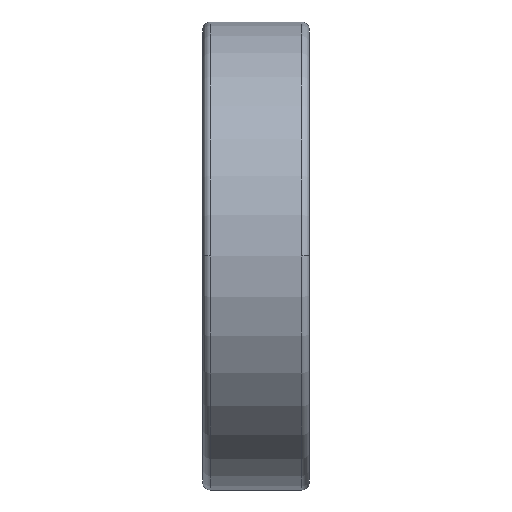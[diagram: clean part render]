
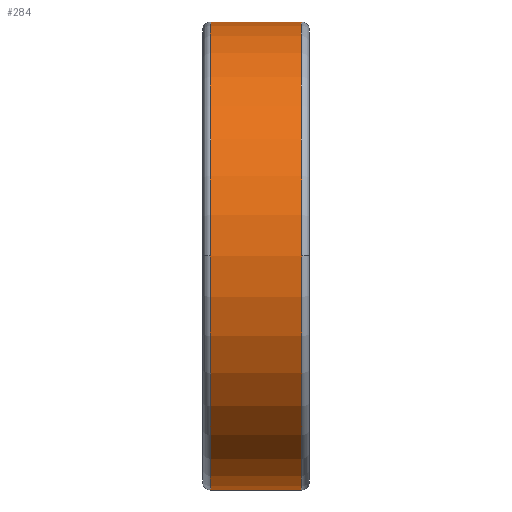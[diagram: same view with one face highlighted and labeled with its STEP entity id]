
A CAD part, front view. The second image highlights one B-rep face of the part: STEP entity #284.
In plain terms, the highlighted cylindrical face has radius 90 mm (diameter 180 mm), a partial arc.
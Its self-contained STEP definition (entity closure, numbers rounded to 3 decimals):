
#284=ADVANCED_FACE('',(#687),#688,.T.);
#687=FACE_OUTER_BOUND('',#1234,.T.);
#688=CYLINDRICAL_SURFACE('',#1235,90.0);
#1234=EDGE_LOOP('',(#1916,#1917,#1918,#1919,#1920,#1921));
#1235=AXIS2_PLACEMENT_3D('',#1922,#1923,#1924);
#1916=ORIENTED_EDGE('',*,*,#3098,.F.);
#1917=ORIENTED_EDGE('',*,*,#3099,.T.);
#1918=ORIENTED_EDGE('',*,*,#3100,.T.);
#1919=ORIENTED_EDGE('',*,*,#3101,.F.);
#1920=ORIENTED_EDGE('',*,*,#3102,.F.);
#1921=ORIENTED_EDGE('',*,*,#3094,.F.);
#1922=CARTESIAN_POINT('',(20.5,0.0,0.0));
#1923=DIRECTION('',(-1.0,0.0,0.0));
#1924=DIRECTION('',(0.0,0.,1.0));
#3094=EDGE_CURVE('',#3677,#3679,#3680,.T.);
#3098=EDGE_CURVE('',#3685,#3677,#3686,.T.);
#3099=EDGE_CURVE('',#3685,#3687,#3688,.T.);
#3100=EDGE_CURVE('',#3687,#3689,#3690,.T.);
#3101=EDGE_CURVE('',#3691,#3689,#3692,.T.);
#3102=EDGE_CURVE('',#3679,#3691,#3693,.T.);
#3677=VERTEX_POINT('',#4469);
#3679=VERTEX_POINT('',#4471);
#3680=CIRCLE('',#4472,90.0);
#3685=VERTEX_POINT('',#4477);
#3686=LINE('',#4478,#4479);
#3687=VERTEX_POINT('',#4480);
#3688=CIRCLE('',#4481,90.0);
#3689=VERTEX_POINT('',#4482);
#3690=CIRCLE('',#4483,90.0);
#3691=VERTEX_POINT('',#4484);
#3692=LINE('',#4485,#4486);
#3693=CIRCLE('',#4487,90.0);
#4469=CARTESIAN_POINT('',(38.0,0.,90.0));
#4471=CARTESIAN_POINT('',(38.0,-90.0,0.));
#4472=AXIS2_PLACEMENT_3D('',#5308,#5309,#5310);
#4477=CARTESIAN_POINT('',(3.0,0.,90.0));
#4478=CARTESIAN_POINT('',(20.5,0.,90.0));
#4479=VECTOR('',#5317,1.0);
#4480=CARTESIAN_POINT('',(3.0,-90.0,0.));
#4481=AXIS2_PLACEMENT_3D('',#5318,#5319,#5320);
#4482=CARTESIAN_POINT('',(3.0,0.,-90.0));
#4483=AXIS2_PLACEMENT_3D('',#5321,#5322,#5323);
#4484=CARTESIAN_POINT('',(38.0,0.,-90.0));
#4485=CARTESIAN_POINT('',(20.5,0.,-90.0));
#4486=VECTOR('',#5324,1.0);
#4487=AXIS2_PLACEMENT_3D('',#5325,#5326,#5327);
#5308=CARTESIAN_POINT('',(38.0,0.0,0.0));
#5309=DIRECTION('',(1.0,0.0,-0.0));
#5310=DIRECTION('',(0.0,0.,1.0));
#5317=DIRECTION('',(1.0,0.0,0.0));
#5318=CARTESIAN_POINT('',(3.0,0.0,0.0));
#5319=DIRECTION('',(1.0,0.0,-0.0));
#5320=DIRECTION('',(0.0,0.,1.0));
#5321=CARTESIAN_POINT('',(3.0,0.0,0.0));
#5322=DIRECTION('',(1.0,0.0,-0.0));
#5323=DIRECTION('',(0.0,0.,1.0));
#5324=DIRECTION('',(-1.0,-0.0,-0.0));
#5325=CARTESIAN_POINT('',(38.0,0.0,0.0));
#5326=DIRECTION('',(1.0,0.0,-0.0));
#5327=DIRECTION('',(0.0,0.,1.0));
